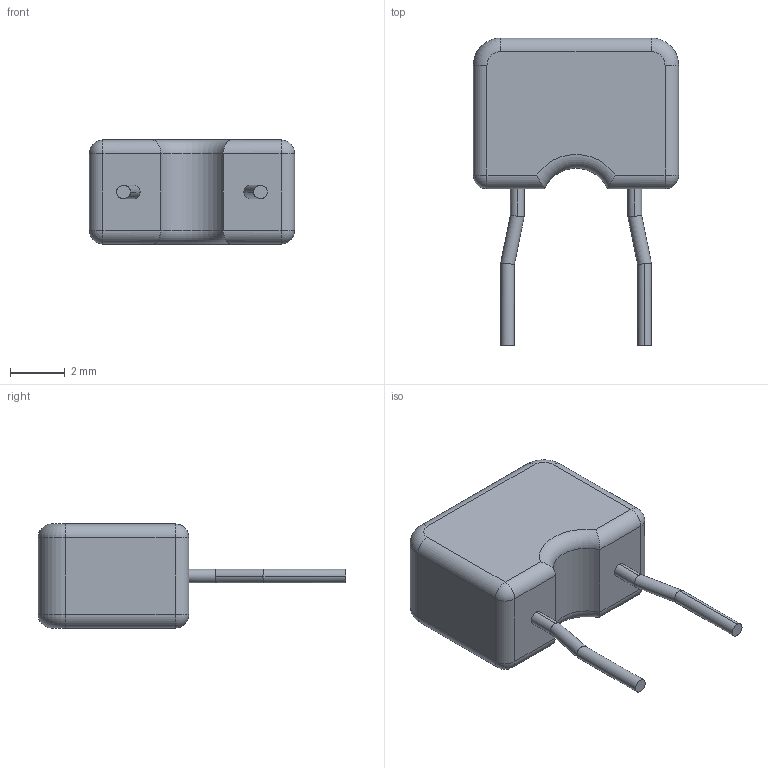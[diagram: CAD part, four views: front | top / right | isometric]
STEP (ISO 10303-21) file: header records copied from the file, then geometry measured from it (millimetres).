
FILE_DESCRIPTION (( 'STEP AP214' ), '1' );
FILE_NAME ('Ê10-17Á èìï. 1210.STEP', '2022-12-04T15:45:22', ( '' ), ( '' ), 'SwSTEP 2.0', 'SolidWorks 2021', '' );
FILE_SCHEMA (( 'AUTOMOTIVE_DESIGN' ));
Length unit declared in the file: millimetre
Products named in the file (1): Ê10-17Á èìï. 1210
Bounding box: 7.5 x 11.23 x 3.8 mm (x, y, z)
Volume: 149.6 mm3; surface area: 182.2 mm2
Topology: 1 solids, 1 shells, 46 faces, 104 edges, 58 vertices
Faces by surface type: cylinder 27, plane 9, torus 6, sphere 4
Entity records: 1436 total; most frequent: CARTESIAN_POINT 267, DIRECTION 216, ORIENTED_EDGE 200, EDGE_CURVE 100, AXIS2_PLACEMENT_3D 87, VERTEX_POINT 58, EDGE_LOOP 48, FACE_OUTER_BOUND 46
